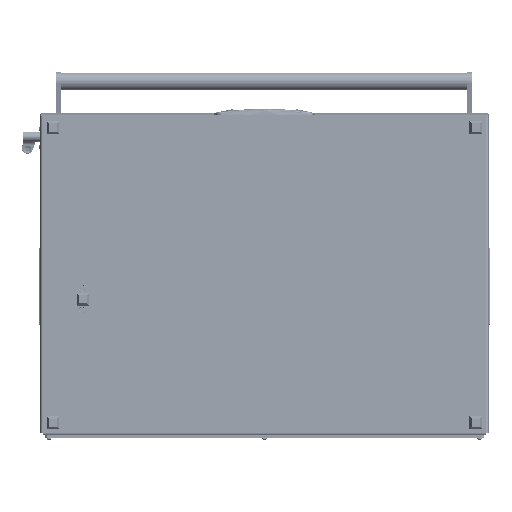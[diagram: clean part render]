
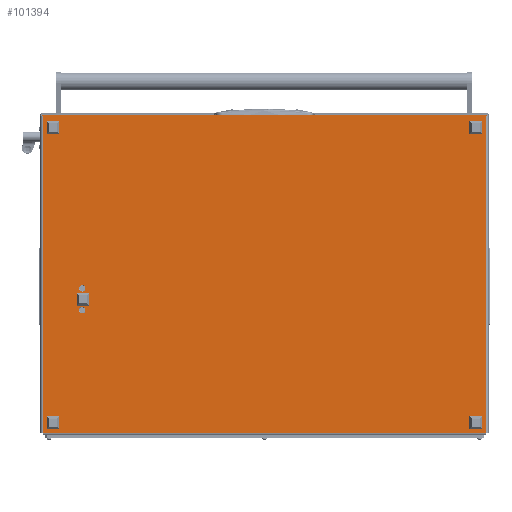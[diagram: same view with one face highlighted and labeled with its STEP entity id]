
A CAD part, front view. The second image highlights one B-rep face of the part: STEP entity #101394.
In plain terms, the highlighted face is planar.
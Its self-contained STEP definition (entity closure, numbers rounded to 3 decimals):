
#2178 = DIRECTION ( 'NONE',  ( -1., 0., 0. ) ) ;
#3631 = CARTESIAN_POINT ( 'NONE',  ( 506., 708., 0. ) ) ;
#6503 = FACE_BOUND ( 'NONE', #99886, .T. ) ;
#7072 = CIRCLE ( 'NONE', #56202, 5.2 ) ;
#7172 = FACE_BOUND ( 'NONE', #121027, .T. ) ;
#8887 = ORIENTED_EDGE ( 'NONE', *, *, #79672, .F. ) ;
#10989 = CARTESIAN_POINT ( 'NONE',  ( 275., 645., 0. ) ) ;
#11709 = DIRECTION ( 'NONE',  ( 0., -1., 0. ) ) ;
#12148 = VERTEX_POINT ( 'NONE', #98844 ) ;
#13455 = DIRECTION ( 'NONE',  ( -1., 0., 0. ) ) ;
#13971 = CARTESIAN_POINT ( 'NONE',  ( 0., 0., 0. ) ) ;
#14227 = VECTOR ( 'NONE', #124346, 1000. ) ;
#14590 = DIRECTION ( 'NONE',  ( 0., 0., -1. ) ) ;
#15342 = EDGE_LOOP ( 'NONE', ( #27955, #57545, #67504, #87245, #36091, #8887, #102255, #57188 ) ) ;
#21008 = CARTESIAN_POINT ( 'NONE',  ( -2., 710., 0. ) ) ;
#25078 = LINE ( 'NONE', #55855, #41234 ) ;
#26028 = VECTOR ( 'NONE', #13455, 1000. ) ;
#27955 = ORIENTED_EDGE ( 'NONE', *, *, #54454, .F. ) ;
#29991 = VERTEX_POINT ( 'NONE', #58646 ) ;
#30043 = CARTESIAN_POINT ( 'NONE',  ( 0., -4., 0. ) ) ;
#30374 = ORIENTED_EDGE ( 'NONE', *, *, #82462, .F. ) ;
#31632 = EDGE_CURVE ( 'NONE', #91586, #29991, #25078, .T. ) ;
#32314 = AXIS2_PLACEMENT_3D ( 'NONE', #97695, #107061, #35598 ) ;
#33214 = DIRECTION ( 'NONE',  ( 1., 0., 0. ) ) ;
#35231 = LINE ( 'NONE', #75323, #67228 ) ;
#35598 = DIRECTION ( 'NONE',  ( -1., 0., 0. ) ) ;
#35644 = ORIENTED_EDGE ( 'NONE', *, *, #55185, .F. ) ;
#36091 = ORIENTED_EDGE ( 'NONE', *, *, #38141, .F. ) ;
#37279 = CARTESIAN_POINT ( 'NONE',  ( 0., 708., 0. ) ) ;
#38141 = EDGE_CURVE ( 'NONE', #42903, #131396, #70806, .T. ) ;
#41234 = VECTOR ( 'NONE', #66504, 1000. ) ;
#42903 = VERTEX_POINT ( 'NONE', #46982 ) ;
#44204 = CARTESIAN_POINT ( 'NONE',  ( 0., -2., 0. ) ) ;
#44698 = CARTESIAN_POINT ( 'NONE',  ( 310., 645., 0. ) ) ;
#45387 = EDGE_CURVE ( 'NONE', #125306, #77626, #102698, .T. ) ;
#46982 = CARTESIAN_POINT ( 'NONE',  ( 0., 708., 0. ) ) ;
#48620 = DIRECTION ( 'NONE',  ( -1., 0., 0. ) ) ;
#49620 = EDGE_CURVE ( 'NONE', #102174, #29991, #123911, .T. ) ;
#51912 = VERTEX_POINT ( 'NONE', #100820 ) ;
#54454 = EDGE_CURVE ( 'NONE', #116354, #91586, #35231, .T. ) ;
#55185 = EDGE_CURVE ( 'NONE', #51912, #71860, #90773, .T. ) ;
#55855 = CARTESIAN_POINT ( 'NONE',  ( 0., 0., 0. ) ) ;
#56011 = VECTOR ( 'NONE', #72794, 1000. ) ;
#56202 = AXIS2_PLACEMENT_3D ( 'NONE', #10989, #91856, #122570 ) ;
#57188 = ORIENTED_EDGE ( 'NONE', *, *, #31632, .F. ) ;
#57545 = ORIENTED_EDGE ( 'NONE', *, *, #69122, .T. ) ;
#58535 = AXIS2_PLACEMENT_3D ( 'NONE', #44698, #14590, #95437 ) ;
#58646 = CARTESIAN_POINT ( 'NONE',  ( 506., 0., 0. ) ) ;
#60942 = AXIS2_PLACEMENT_3D ( 'NONE', #71062, #93726, #2178 ) ;
#64231 = CARTESIAN_POINT ( 'NONE',  ( -2., -4., 0. ) ) ;
#66504 = DIRECTION ( 'NONE',  ( 1., 0., 0. ) ) ;
#67228 = VECTOR ( 'NONE', #88639, 1000. ) ;
#67504 = ORIENTED_EDGE ( 'NONE', *, *, #127091, .T. ) ;
#68642 = FACE_OUTER_BOUND ( 'NONE', #15342, .T. ) ;
#69122 = EDGE_CURVE ( 'NONE', #116354, #12148, #73617, .T. ) ;
#70806 = LINE ( 'NONE', #30043, #56011 ) ;
#71062 = CARTESIAN_POINT ( 'NONE',  ( 275., 645., 0. ) ) ;
#71860 = VERTEX_POINT ( 'NONE', #78620 ) ;
#72558 = CARTESIAN_POINT ( 'NONE',  ( 0., 708., 0. ) ) ;
#72794 = DIRECTION ( 'NONE',  ( 0., 1., 0. ) ) ;
#73323 = CARTESIAN_POINT ( 'NONE',  ( 0., 710., 0. ) ) ;
#73617 = LINE ( 'NONE', #44204, #26028 ) ;
#75046 = CARTESIAN_POINT ( 'NONE',  ( 315.2, 645., 0. ) ) ;
#75184 = CARTESIAN_POINT ( 'NONE',  ( 0., -2., 0. ) ) ;
#75323 = CARTESIAN_POINT ( 'NONE',  ( 0., -4., 0. ) ) ;
#75453 = CARTESIAN_POINT ( 'NONE',  ( 304.8, 645., 0. ) ) ;
#76377 = CARTESIAN_POINT ( 'NONE',  ( 0., 710., 0. ) ) ;
#77626 = VERTEX_POINT ( 'NONE', #75453 ) ;
#78620 = CARTESIAN_POINT ( 'NONE',  ( 269.8, 645., 0. ) ) ;
#79672 = EDGE_CURVE ( 'NONE', #102174, #42903, #111957, .T. ) ;
#82462 = EDGE_CURVE ( 'NONE', #71860, #51912, #7072, .T. ) ;
#83646 = LINE ( 'NONE', #64231, #14227 ) ;
#84646 = LINE ( 'NONE', #73323, #116523 ) ;
#87245 = ORIENTED_EDGE ( 'NONE', *, *, #91948, .T. ) ;
#88109 = EDGE_CURVE ( 'NONE', #77626, #125306, #126751, .T. ) ;
#88639 = DIRECTION ( 'NONE',  ( 0., 1., 0. ) ) ;
#89511 = CARTESIAN_POINT ( 'NONE',  ( 506., 708., 0. ) ) ;
#90773 = CIRCLE ( 'NONE', #60942, 5.2 ) ;
#91269 = DIRECTION ( 'NONE',  ( -1., 0., 0. ) ) ;
#91586 = VERTEX_POINT ( 'NONE', #13971 ) ;
#91856 = DIRECTION ( 'NONE',  ( 0., 0., -1. ) ) ;
#91948 = EDGE_CURVE ( 'NONE', #128665, #131396, #84646, .T. ) ;
#92240 = ORIENTED_EDGE ( 'NONE', *, *, #88109, .F. ) ;
#93726 = DIRECTION ( 'NONE',  ( 0., 0., -1. ) ) ;
#95437 = DIRECTION ( 'NONE',  ( -1., 0., 0. ) ) ;
#97695 = CARTESIAN_POINT ( 'NONE',  ( 310., 645., 0. ) ) ;
#98844 = CARTESIAN_POINT ( 'NONE',  ( -2., -2., 0. ) ) ;
#99360 = DIRECTION ( 'NONE',  ( 0., 0., -1. ) ) ;
#99886 = EDGE_LOOP ( 'NONE', ( #30374, #35644 ) ) ;
#100820 = CARTESIAN_POINT ( 'NONE',  ( 280.2, 645., 0. ) ) ;
#101394 = ADVANCED_FACE ( 'NONE', ( #6503, #7172, #68642 ), #128738, .T. ) ;
#102174 = VERTEX_POINT ( 'NONE', #89511 ) ;
#102255 = ORIENTED_EDGE ( 'NONE', *, *, #49620, .T. ) ;
#102698 = CIRCLE ( 'NONE', #32314, 5.2 ) ;
#105272 = AXIS2_PLACEMENT_3D ( 'NONE', #37279, #99360, #48620 ) ;
#105350 = ORIENTED_EDGE ( 'NONE', *, *, #45387, .F. ) ;
#107061 = DIRECTION ( 'NONE',  ( 0., 0., -1. ) ) ;
#111204 = VECTOR ( 'NONE', #11709, 1000. ) ;
#111957 = LINE ( 'NONE', #72558, #123955 ) ;
#116354 = VERTEX_POINT ( 'NONE', #75184 ) ;
#116523 = VECTOR ( 'NONE', #33214, 1000. ) ;
#121027 = EDGE_LOOP ( 'NONE', ( #92240, #105350 ) ) ;
#122570 = DIRECTION ( 'NONE',  ( -1., 0., 0. ) ) ;
#123911 = LINE ( 'NONE', #3631, #111204 ) ;
#123955 = VECTOR ( 'NONE', #91269, 1000. ) ;
#124346 = DIRECTION ( 'NONE',  ( 0., 1., 0. ) ) ;
#125306 = VERTEX_POINT ( 'NONE', #75046 ) ;
#126751 = CIRCLE ( 'NONE', #58535, 5.2 ) ;
#127091 = EDGE_CURVE ( 'NONE', #12148, #128665, #83646, .T. ) ;
#128665 = VERTEX_POINT ( 'NONE', #21008 ) ;
#128738 = PLANE ( 'NONE',  #105272 ) ;
#131396 = VERTEX_POINT ( 'NONE', #76377 ) ;
